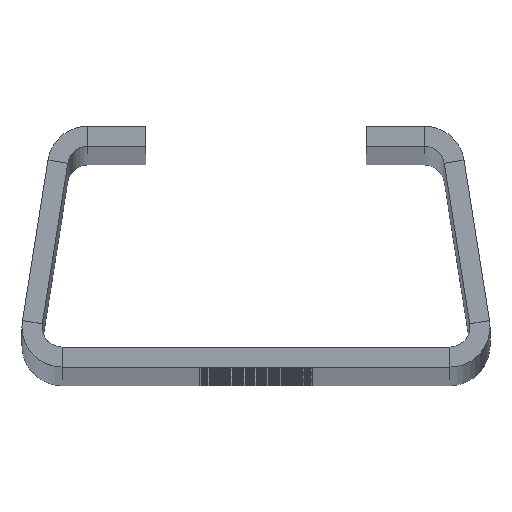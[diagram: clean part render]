
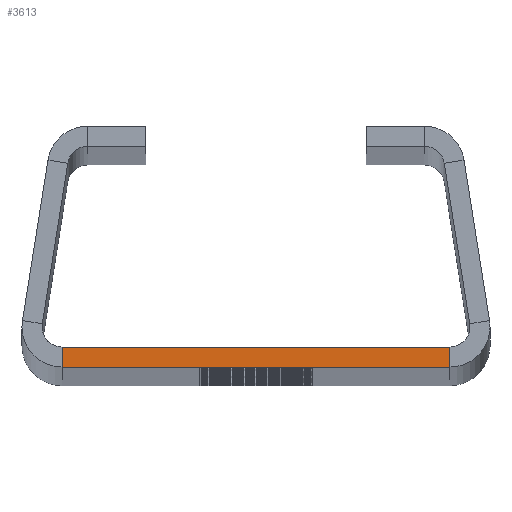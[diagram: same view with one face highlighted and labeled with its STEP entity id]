
A CAD part, top view. The second image highlights one B-rep face of the part: STEP entity #3613.
In plain terms, the highlighted planar face has unit normal (0, 0, 1).
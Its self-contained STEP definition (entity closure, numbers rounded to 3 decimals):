
#1 = CARTESIAN_POINT ( 'NONE',  ( -14.487, 0., 800. ) ) ;
#182 = DIRECTION ( 'NONE',  ( 0., 1., 0. ) ) ;
#689 = CARTESIAN_POINT ( 'NONE',  ( -14.487, 1.5, 800. ) ) ;
#1055 = AXIS2_PLACEMENT_3D ( 'NONE', #5242, #7546, #2904 ) ;
#1484 = DIRECTION ( 'NONE',  ( 0., -1., 0. ) ) ;
#1516 = DIRECTION ( 'NONE',  ( 1., 0., 0. ) ) ;
#1547 = CARTESIAN_POINT ( 'NONE',  ( -18., 0., 800. ) ) ;
#2147 = VERTEX_POINT ( 'NONE', #6263 ) ;
#2269 = EDGE_CURVE ( 'NONE', #2576, #2147, #6860, .T. ) ;
#2576 = VERTEX_POINT ( 'NONE', #1 ) ;
#2904 = DIRECTION ( 'NONE',  ( 1., 0., 0. ) ) ;
#3497 = EDGE_CURVE ( 'NONE', #8540, #5742, #7884, .T. ) ;
#3613 = ADVANCED_FACE ( 'NONE', ( #7380 ), #4450, .T. ) ;
#3718 = CARTESIAN_POINT ( 'NONE',  ( 14.487, 1.5, 800. ) ) ;
#3767 = LINE ( 'NONE', #689, #9680 ) ;
#3942 = VECTOR ( 'NONE', #182, 1000. ) ;
#4003 = VECTOR ( 'NONE', #7604, 1000. ) ;
#4071 = ORIENTED_EDGE ( 'NONE', *, *, #6188, .T. ) ;
#4450 = PLANE ( 'NONE',  #1055 ) ;
#4713 = ORIENTED_EDGE ( 'NONE', *, *, #2269, .T. ) ;
#4889 = CARTESIAN_POINT ( 'NONE',  ( 14.487, 0., 800. ) ) ;
#5208 = ORIENTED_EDGE ( 'NONE', *, *, #8369, .T. ) ;
#5242 = CARTESIAN_POINT ( 'NONE',  ( 15.969, 3.235, 800. ) ) ;
#5518 = LINE ( 'NONE', #4889, #3942 ) ;
#5742 = VERTEX_POINT ( 'NONE', #3718 ) ;
#6188 = EDGE_CURVE ( 'NONE', #8540, #2576, #3767, .T. ) ;
#6263 = CARTESIAN_POINT ( 'NONE',  ( 14.487, 0., 800. ) ) ;
#6548 = CARTESIAN_POINT ( 'NONE',  ( -14.487, 1.5, 800. ) ) ;
#6685 = EDGE_LOOP ( 'NONE', ( #4713, #5208, #8835, #4071 ) ) ;
#6860 = LINE ( 'NONE', #1547, #7358 ) ;
#7358 = VECTOR ( 'NONE', #1516, 1000. ) ;
#7380 = FACE_OUTER_BOUND ( 'NONE', #6685, .T. ) ;
#7546 = DIRECTION ( 'NONE',  ( 0., 0., 1. ) ) ;
#7604 = DIRECTION ( 'NONE',  ( 1., 0., 0. ) ) ;
#7884 = LINE ( 'NONE', #8407, #4003 ) ;
#8369 = EDGE_CURVE ( 'NONE', #2147, #5742, #5518, .T. ) ;
#8407 = CARTESIAN_POINT ( 'NONE',  ( -18., 1.5, 800. ) ) ;
#8540 = VERTEX_POINT ( 'NONE', #6548 ) ;
#8835 = ORIENTED_EDGE ( 'NONE', *, *, #3497, .F. ) ;
#9680 = VECTOR ( 'NONE', #1484, 1000. ) ;
